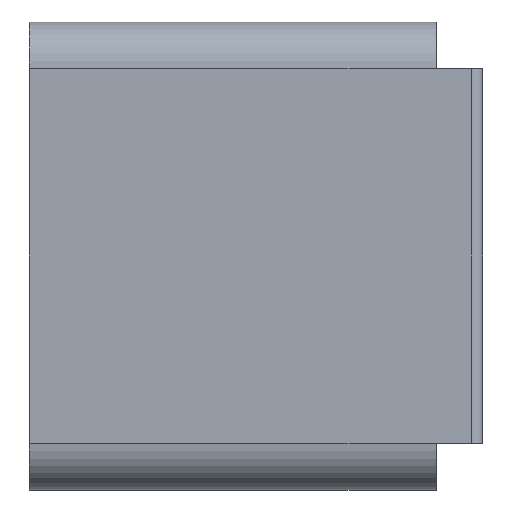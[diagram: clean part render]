
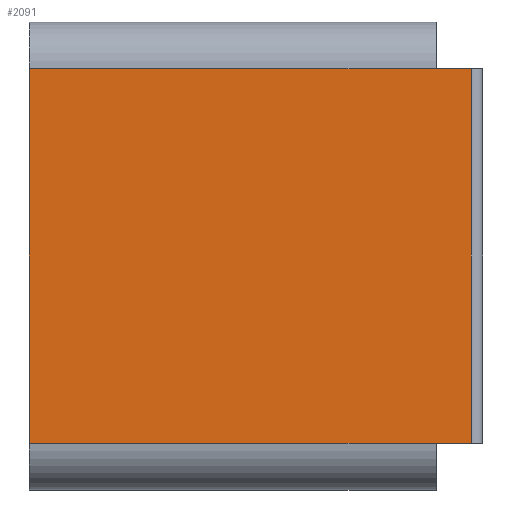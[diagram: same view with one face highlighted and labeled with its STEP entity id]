
A CAD part, left-side view. The second image highlights one B-rep face of the part: STEP entity #2091.
In plain terms, the highlighted planar face has unit normal (-1, 0, 0).
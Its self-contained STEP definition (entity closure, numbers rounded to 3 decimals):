
#560=ORIENTED_EDGE('',*,*,#864,.F.);
#561=ORIENTED_EDGE('',*,*,#884,.F.);
#562=ORIENTED_EDGE('',*,*,#853,.T.);
#563=ORIENTED_EDGE('',*,*,#885,.T.);
#564=ORIENTED_EDGE('',*,*,#886,.F.);
#565=ORIENTED_EDGE('',*,*,#887,.F.);
#566=ORIENTED_EDGE('',*,*,#878,.T.);
#567=ORIENTED_EDGE('',*,*,#883,.T.);
#853=EDGE_CURVE('',#1036,#1035,#1205,.T.);
#864=EDGE_CURVE('',#1046,#1047,#1213,.T.);
#878=EDGE_CURVE('',#1061,#1060,#1222,.T.);
#883=EDGE_CURVE('',#1060,#1047,#1227,.T.);
#884=EDGE_CURVE('',#1036,#1046,#1228,.T.);
#885=EDGE_CURVE('',#1035,#1063,#1229,.T.);
#886=EDGE_CURVE('',#1064,#1063,#1230,.T.);
#887=EDGE_CURVE('',#1061,#1064,#1231,.T.);
#1035=VERTEX_POINT('',#3235);
#1036=VERTEX_POINT('',#3237);
#1046=VERTEX_POINT('',#3258);
#1047=VERTEX_POINT('',#3260);
#1060=VERTEX_POINT('',#3287);
#1061=VERTEX_POINT('',#3289);
#1063=VERTEX_POINT('',#3301);
#1064=VERTEX_POINT('',#3303);
#1205=LINE('',#3236,#1381);
#1213=LINE('',#3259,#1389);
#1222=LINE('',#3288,#1398);
#1227=LINE('',#3297,#1403);
#1228=LINE('',#3299,#1404);
#1229=LINE('',#3300,#1405);
#1230=LINE('',#3302,#1406);
#1231=LINE('',#3304,#1407);
#1381=VECTOR('',#2718,1000.);
#1389=VECTOR('',#2734,1000.);
#1398=VECTOR('',#2755,1000.);
#1403=VECTOR('',#2764,1000.);
#1404=VECTOR('',#2767,1000.);
#1405=VECTOR('',#2768,1000.);
#1406=VECTOR('',#2769,1000.);
#1407=VECTOR('',#2770,1000.);
#1518=EDGE_LOOP('',(#560,#561,#562,#563,#564,#565,#566,#567));
#1623=FACE_BOUND('',#1518,.T.);
#1684=PLANE('',#2276);
#2091=ADVANCED_FACE('',(#1623),#1684,.F.);
#2276=AXIS2_PLACEMENT_3D('',#3298,#2765,#2766);
#2718=DIRECTION('',(0.,0.,1.));
#2734=DIRECTION('',(0.,0.,1.));
#2755=DIRECTION('',(0.,0.,1.));
#2764=DIRECTION('',(0.,1.,0.));
#2765=DIRECTION('',(1.,0.,0.));
#2766=DIRECTION('',(0.,0.,1.));
#2767=DIRECTION('',(0.,1.,0.));
#2768=DIRECTION('',(0.,-1.,0.));
#2769=DIRECTION('',(0.,0.,-1.));
#2770=DIRECTION('',(0.,-1.,0.));
#3235=CARTESIAN_POINT('',(-3.265,-1.948,-1.609));
#3236=CARTESIAN_POINT('',(-3.265,-1.948,-1.611));
#3237=CARTESIAN_POINT('',(-3.265,-1.948,-1.611));
#3258=CARTESIAN_POINT('',(-3.265,1.552,-1.611));
#3259=CARTESIAN_POINT('',(-3.265,1.552,1.611));
#3260=CARTESIAN_POINT('',(-3.265,1.552,1.611));
#3287=CARTESIAN_POINT('',(-3.265,-1.948,1.611));
#3288=CARTESIAN_POINT('',(-3.265,-1.948,-1.611));
#3289=CARTESIAN_POINT('',(-3.265,-1.948,1.609));
#3297=CARTESIAN_POINT('',(-3.265,-2.348,1.611));
#3298=CARTESIAN_POINT('',(-3.265,-2.348,1.611));
#3299=CARTESIAN_POINT('',(-3.265,-2.348,-1.611));
#3300=CARTESIAN_POINT('',(-3.265,-2.048,-1.609));
#3301=CARTESIAN_POINT('',(-3.265,-2.248,-1.609));
#3302=CARTESIAN_POINT('',(-3.265,-2.248,1.609));
#3303=CARTESIAN_POINT('',(-3.265,-2.248,1.609));
#3304=CARTESIAN_POINT('',(-3.265,-2.048,1.609));
